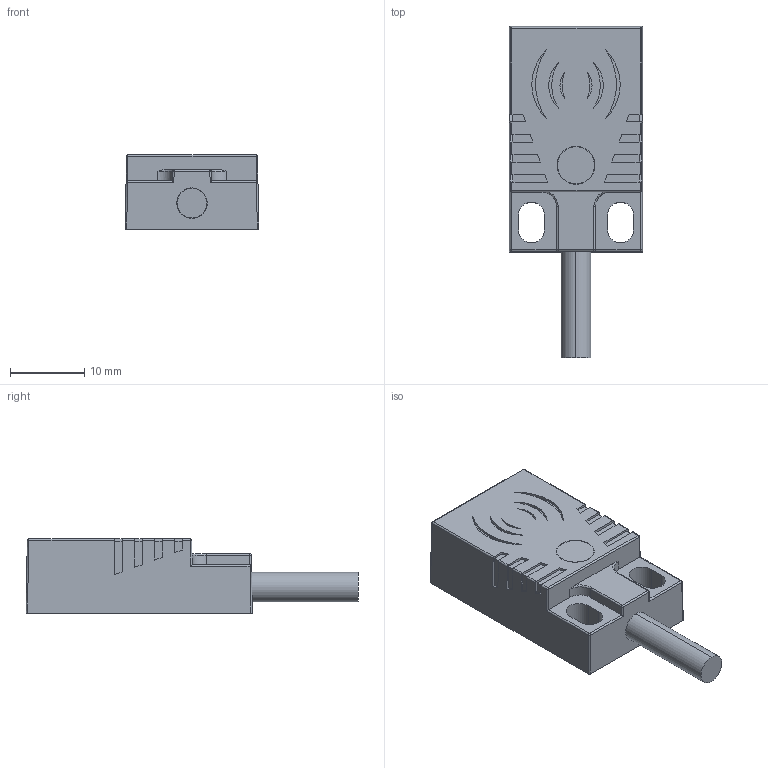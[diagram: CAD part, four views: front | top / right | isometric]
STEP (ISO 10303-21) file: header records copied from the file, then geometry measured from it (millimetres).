
FILE_DESCRIPTION((''),'2;1');
FILE_NAME('PRT0002','2021-12-24T',('EDY'),(''),'CREO PARAMETRIC BY PTC INC, 2018070','CREO PARAMETRIC BY PTC INC, 2018070','');
FILE_SCHEMA(('CONFIG_CONTROL_DESIGN'));
Length unit declared in the file: millimetre
Products named in the file (1): PRT0002
Bounding box: 18 x 44.74 x 10 mm (x, y, z)
Volume: 4573.5 mm3; surface area: 3156.2 mm2
Topology: 1 solids, 2 shells, 154 faces, 425 edges, 276 vertices
Faces by surface type: plane 85, cylinder 59, sphere 8, bspline 2
Entity records: 5144 total; most frequent: CARTESIAN_POINT 1099, ORIENTED_EDGE 834, DIRECTION 819, EDGE_CURVE 417, VERTEX_POINT 276, AXIS2_PLACEMENT_3D 274, VECTOR 271, LINE 271
